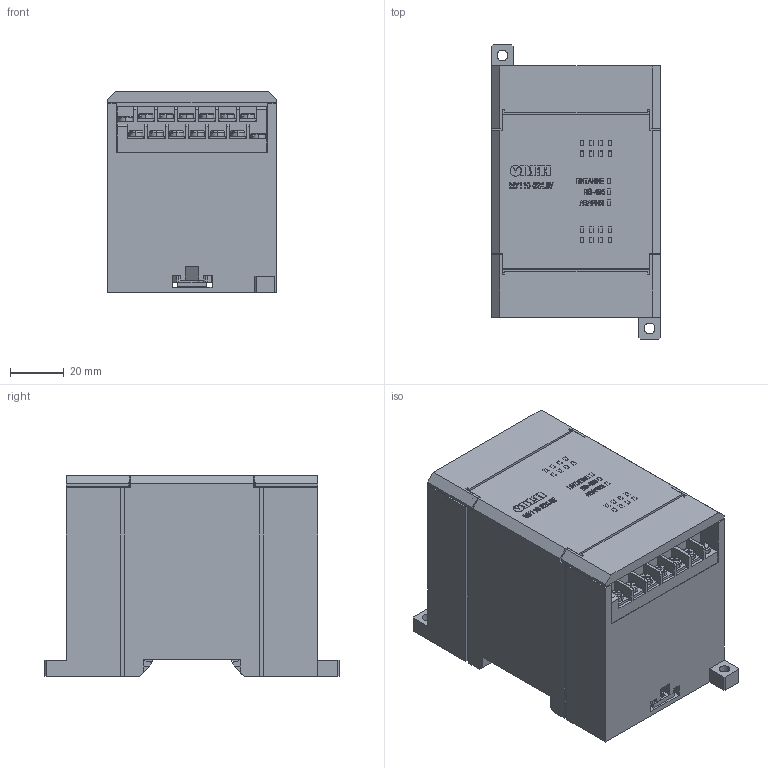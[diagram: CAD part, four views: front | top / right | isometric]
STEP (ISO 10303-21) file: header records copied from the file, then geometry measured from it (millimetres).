
FILE_DESCRIPTION (( 'STEP AP214' ), '1' );
FILE_NAME ('3D ìîäåëü ÌÓ110-224.6Ó(Ì01).STEP', '2017-01-17T07:28:08', ( 'adm' ), ( 'MICROSOFT' ), 'SwSTEP 2.0', 'SolidWorks 2011', '' );
FILE_SCHEMA (( 'AUTOMOTIVE_DESIGN' ));
Length unit declared in the file: millimetre
Products named in the file (5): Êðûøêà Ìõ110 (Ì01); Ðîçåòêà ÌÕ-12 (Ì01); Çàùåëêà Din (M01); Êîðïóñ ÌÓ110-224.6Ó(Ì01); 3D ìîäåëü ÌÓ110-224.6Ó(Ì01)
Assembly tree (7 placements, depth 2):
  3D ìîäåëü ÌÓ110-224.6Ó(Ì01)
    Êîðïóñ ÌÓ110-224.6Ó(Ì01)
    Çàùåëêà Din (M01)  x2
    Ðîçåòêà ÌÕ-12 (Ì01)  x2
    Êðûøêà Ìõ110 (Ì01)  x2
Bounding box: 63 x 110 x 75.1 mm (x, y, z)
Volume: 404791.9 mm3; surface area: 63521.4 mm2
Topology: 35 solids, 35 shells, 1726 faces, 4606 edges, 3052 vertices
Faces by surface type: plane 1301, cylinder 162, bspline 119, torus 92, cone 52
Entity records: 54428 total; most frequent: CARTESIAN_POINT 14348, ORIENTED_EDGE 6584, DIRECTION 5498, EDGE_CURVE 3292, VECTOR 2530, LINE 2530, VERTEX_POINT 2182, AXIS2_PLACEMENT_3D 1484
